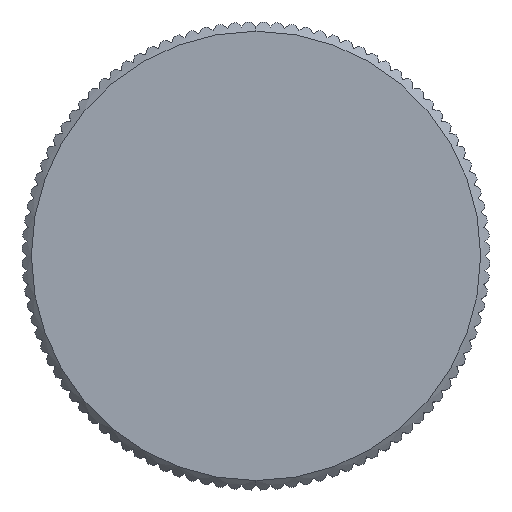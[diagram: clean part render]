
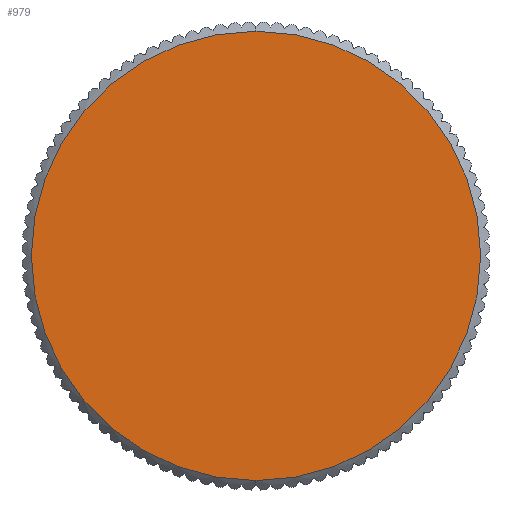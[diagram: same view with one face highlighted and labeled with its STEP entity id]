
A CAD part, top view. The second image highlights one B-rep face of the part: STEP entity #979.
In plain terms, the highlighted planar face has unit normal (0, 0, 1).
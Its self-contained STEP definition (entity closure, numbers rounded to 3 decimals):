
#979=ADVANCED_FACE('',(#1955),#1956,.T.);
#1955=FACE_OUTER_BOUND('',#2922,.T.);
#1956=PLANE('',#2923);
#2922=EDGE_LOOP('',(#6064,#6065));
#2923=AXIS2_PLACEMENT_3D('',#6066,#6067,#6068);
#6064=ORIENTED_EDGE('',*,*,#6245,.T.);
#6065=ORIENTED_EDGE('',*,*,#7294,.T.);
#6066=CARTESIAN_POINT('',(0.,4.8,31.5));
#6067=DIRECTION('',(0.,-0.0,1.0));
#6068=DIRECTION('',(0.0,1.0,0.0));
#6245=EDGE_CURVE('',#7363,#7665,#7667,.T.);
#7294=EDGE_CURVE('',#7665,#7363,#9166,.T.);
#7363=VERTEX_POINT('',#9246);
#7665=VERTEX_POINT('',#10449);
#7667=CIRCLE('',#10452,9.6);
#9166=CIRCLE('',#14941,9.6);
#9246=CARTESIAN_POINT('',(0.,9.6,31.5));
#10449=CARTESIAN_POINT('',(0.,-9.6,31.5));
#10452=AXIS2_PLACEMENT_3D('',#15168,#15169,#15170);
#14941=AXIS2_PLACEMENT_3D('',#15923,#15924,#15925);
#15168=CARTESIAN_POINT('',(0.,0.0,31.5));
#15169=DIRECTION('',(0.,-0.0,1.0));
#15170=DIRECTION('',(0.0,1.0,0.0));
#15923=CARTESIAN_POINT('',(0.,0.0,31.5));
#15924=DIRECTION('',(0.,-0.0,1.0));
#15925=DIRECTION('',(0.0,1.0,0.0));
